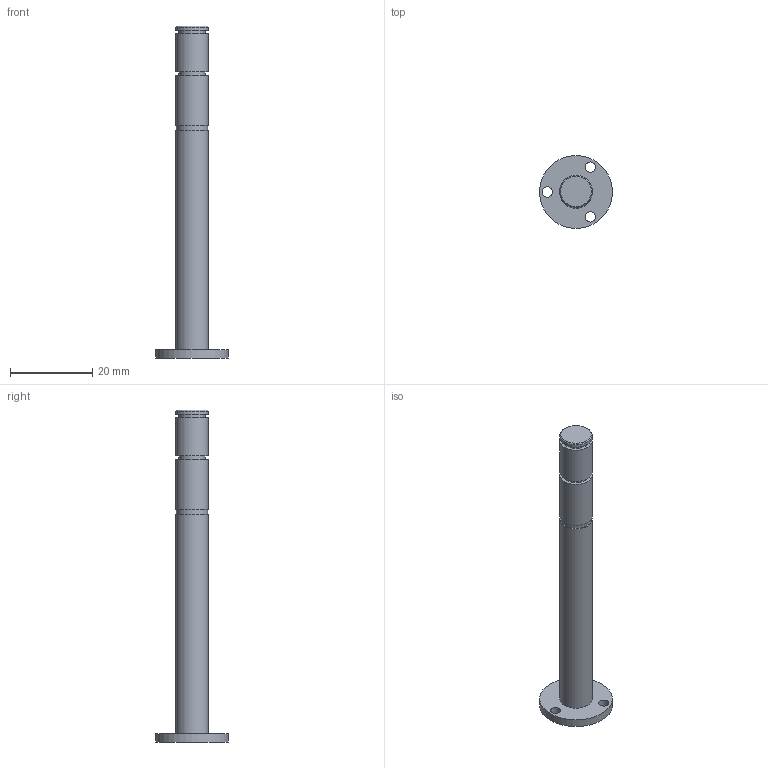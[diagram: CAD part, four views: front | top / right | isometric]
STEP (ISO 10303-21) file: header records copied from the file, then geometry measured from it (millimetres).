
FILE_DESCRIPTION(/* description */ (''),/* implementation_level */ '2;1');
FILE_NAME(/* name */ 'FlipperH5055RoundShaft.stp',/* time_stamp */ '2024-06-09T12:27:05-04:00',/* author */ ('seene'),/* organization */ (''),/* preprocessor_version */ 'ST-DEVELOPER v20',/* originating_system */ 'Autodesk Inventor 2025',/* authorisation */ '');
FILE_SCHEMA (('AUTOMOTIVE_DESIGN { 1 0 10303 214 3 1 1 }'));
Length unit declared in the file: inch
Products named in the file (1): FlipperH5055RoundShaft
Bounding box: 17.74 x 17.74 x 80.84 mm (x, y, z)
Volume: 4360.1 mm3; surface area: 2665.3 mm2
Topology: 1 solids, 1 shells, 21 faces, 36 edges, 24 vertices
Faces by surface type: cylinder 11, plane 9, cone 1
Full cylindrical faces by diameter (mm): 2.5 x3, 6.37 x2, 7.57 x1, 7.97 x4, 17.74 x1
Entity records: 571 total; most frequent: DIRECTION 104, CARTESIAN_POINT 82, ORIENTED_EDGE 72, AXIS2_PLACEMENT_3D 46, EDGE_CURVE 36, EDGE_LOOP 34, CIRCLE 24, VERTEX_POINT 24
